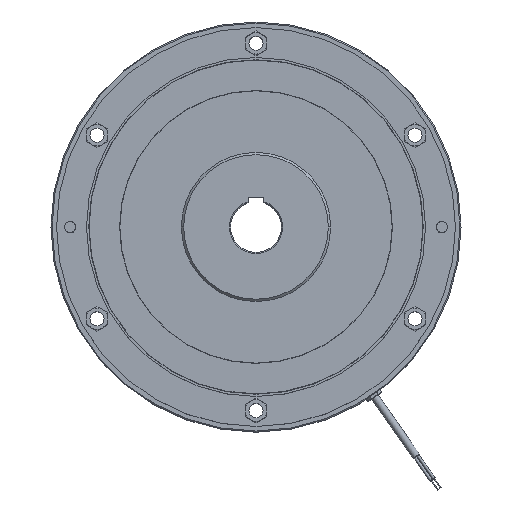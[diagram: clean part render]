
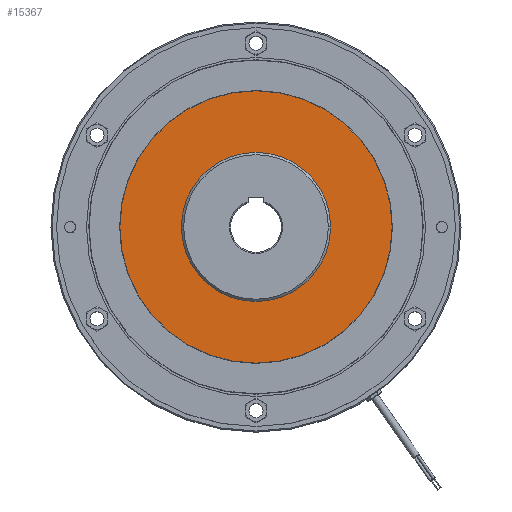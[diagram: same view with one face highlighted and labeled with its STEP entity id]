
A CAD part, top view. The second image highlights one B-rep face of the part: STEP entity #15367.
In plain terms, the highlighted planar face has unit normal (0, 0, 1).
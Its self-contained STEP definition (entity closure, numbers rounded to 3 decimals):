
#564 = CIRCLE ( 'NONE', #15038, 120.5 ) ;
#1234 = CARTESIAN_POINT ( 'NONE',  ( 66., 0., 0. ) ) ;
#2407 = AXIS2_PLACEMENT_3D ( 'NONE', #6038, #9915, #12374 ) ;
#2503 = VERTEX_POINT ( 'NONE', #3031 ) ;
#2677 = CARTESIAN_POINT ( 'NONE',  ( 0., 0., 0. ) ) ;
#2823 = ORIENTED_EDGE ( 'NONE', *, *, #4828, .T. ) ;
#2975 = CIRCLE ( 'NONE', #11158, 66. ) ;
#3031 = CARTESIAN_POINT ( 'NONE',  ( 120.5, 0., 0. ) ) ;
#4123 = CIRCLE ( 'NONE', #11762, 120.5 ) ;
#4590 = CARTESIAN_POINT ( 'NONE',  ( 0., 0., 0. ) ) ;
#4627 = CARTESIAN_POINT ( 'NONE',  ( -120.5, 0., 0. ) ) ;
#4828 = EDGE_CURVE ( 'NONE', #5329, #11167, #10591, .T. ) ;
#5264 = EDGE_CURVE ( 'NONE', #2503, #11545, #4123, .T. ) ;
#5329 = VERTEX_POINT ( 'NONE', #1234 ) ;
#5959 = DIRECTION ( 'NONE',  ( 0., 0., -1. ) ) ;
#6038 = CARTESIAN_POINT ( 'NONE',  ( 0., 68.5, 0. ) ) ;
#7106 = CARTESIAN_POINT ( 'NONE',  ( 0., 0., 0. ) ) ;
#7219 = DIRECTION ( 'NONE',  ( 0., 0., 1. ) ) ;
#7801 = DIRECTION ( 'NONE',  ( 0., 0., -1. ) ) ;
#8700 = PLANE ( 'NONE',  #2407 ) ;
#9514 = EDGE_CURVE ( 'NONE', #11167, #5329, #2975, .T. ) ;
#9631 = DIRECTION ( 'NONE',  ( 0., 0., 1. ) ) ;
#9915 = DIRECTION ( 'NONE',  ( 0., 0., -1. ) ) ;
#10022 = ORIENTED_EDGE ( 'NONE', *, *, #5264, .T. ) ;
#10591 = CIRCLE ( 'NONE', #15316, 66. ) ;
#10679 = EDGE_LOOP ( 'NONE', ( #10022, #14888 ) ) ;
#11062 = FACE_BOUND ( 'NONE', #15850, .T. ) ;
#11158 = AXIS2_PLACEMENT_3D ( 'NONE', #2677, #7801, #15339 ) ;
#11167 = VERTEX_POINT ( 'NONE', #13487 ) ;
#11545 = VERTEX_POINT ( 'NONE', #4627 ) ;
#11737 = EDGE_CURVE ( 'NONE', #11545, #2503, #564, .T. ) ;
#11762 = AXIS2_PLACEMENT_3D ( 'NONE', #14805, #7219, #13743 ) ;
#12137 = DIRECTION ( 'NONE',  ( -1., 0., 0. ) ) ;
#12374 = DIRECTION ( 'NONE',  ( -1., 0., 0. ) ) ;
#13457 = ORIENTED_EDGE ( 'NONE', *, *, #9514, .T. ) ;
#13487 = CARTESIAN_POINT ( 'NONE',  ( -66., 0., 0. ) ) ;
#13743 = DIRECTION ( 'NONE',  ( 1., 0., 0. ) ) ;
#14093 = FACE_OUTER_BOUND ( 'NONE', #10679, .T. ) ;
#14805 = CARTESIAN_POINT ( 'NONE',  ( 0., 0., 0. ) ) ;
#14888 = ORIENTED_EDGE ( 'NONE', *, *, #11737, .T. ) ;
#15038 = AXIS2_PLACEMENT_3D ( 'NONE', #4590, #9631, #16008 ) ;
#15316 = AXIS2_PLACEMENT_3D ( 'NONE', #7106, #5959, #12137 ) ;
#15339 = DIRECTION ( 'NONE',  ( -1., 0., 0. ) ) ;
#15367 = ADVANCED_FACE ( 'NONE', ( #14093, #11062 ), #8700, .F. ) ;
#15850 = EDGE_LOOP ( 'NONE', ( #2823, #13457 ) ) ;
#16008 = DIRECTION ( 'NONE',  ( 1., 0., 0. ) ) ;
